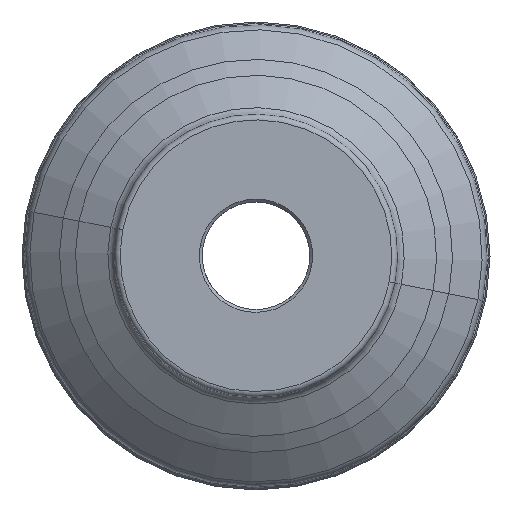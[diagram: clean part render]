
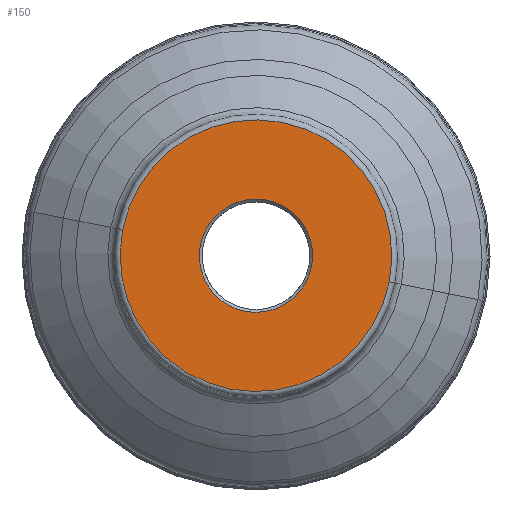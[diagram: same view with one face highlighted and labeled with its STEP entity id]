
A CAD part, top view. The second image highlights one B-rep face of the part: STEP entity #150.
In plain terms, the highlighted planar face has unit normal (0, 0, 1).
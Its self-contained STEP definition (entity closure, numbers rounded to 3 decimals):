
#61=PLANE('',#1399);
#71=FACE_BOUND('',#322,.T.);
#72=FACE_BOUND('',#323,.T.);
#150=ADVANCED_FACE('',(#71,#72),#61,.F.);
#322=EDGE_LOOP('',(#530,#531));
#323=EDGE_LOOP('',(#532,#533,#534,#535));
#530=ORIENTED_EDGE('',*,*,#862,.F.);
#531=ORIENTED_EDGE('',*,*,#861,.F.);
#532=ORIENTED_EDGE('',*,*,#863,.F.);
#533=ORIENTED_EDGE('',*,*,#864,.F.);
#534=ORIENTED_EDGE('',*,*,#865,.F.);
#535=ORIENTED_EDGE('',*,*,#866,.F.);
#730=VERTEX_POINT('',#2185);
#731=VERTEX_POINT('',#2187);
#732=VERTEX_POINT('',#2192);
#733=VERTEX_POINT('',#2193);
#734=VERTEX_POINT('',#2195);
#735=VERTEX_POINT('',#2197);
#861=EDGE_CURVE('',#731,#730,#1000,.T.);
#862=EDGE_CURVE('',#730,#731,#1001,.T.);
#863=EDGE_CURVE('',#732,#733,#1002,.T.);
#864=EDGE_CURVE('',#734,#732,#1003,.T.);
#865=EDGE_CURVE('',#735,#734,#1004,.T.);
#866=EDGE_CURVE('',#733,#735,#1005,.T.);
#1000=CIRCLE('',#1392,48.);
#1001=CIRCLE('',#1394,48.);
#1002=CIRCLE('',#1395,20.015);
#1003=CIRCLE('',#1396,20.015);
#1004=CIRCLE('',#1397,20.015);
#1005=CIRCLE('',#1398,20.015);
#1392=AXIS2_PLACEMENT_3D('',#2188,#1757,#1758);
#1394=AXIS2_PLACEMENT_3D('',#2190,#1761,#1762);
#1395=AXIS2_PLACEMENT_3D('',#2191,#1763,#1764);
#1396=AXIS2_PLACEMENT_3D('',#2194,#1765,#1766);
#1397=AXIS2_PLACEMENT_3D('',#2196,#1767,#1768);
#1398=AXIS2_PLACEMENT_3D('',#2198,#1769,#1770);
#1399=AXIS2_PLACEMENT_3D('',#2199,#1771,#1772);
#1757=DIRECTION('',(0.,0.,-1.));
#1758=DIRECTION('',(0.981,-0.192,0.));
#1761=DIRECTION('',(0.,0.,-1.));
#1762=DIRECTION('',(-0.981,0.192,0.));
#1763=DIRECTION('',(0.,0.,1.));
#1764=DIRECTION('',(-0.981,0.192,0.));
#1765=DIRECTION('',(0.,0.,1.));
#1766=DIRECTION('',(0.,1.,0.));
#1767=DIRECTION('',(0.,0.,1.));
#1768=DIRECTION('',(0.981,-0.192,0.));
#1769=DIRECTION('',(0.,0.,1.));
#1770=DIRECTION('',(0.,-1.,0.));
#1771=DIRECTION('',(0.,0.,-1.));
#1772=DIRECTION('',(0.981,-0.192,0.));
#2185=CARTESIAN_POINT('',(-47.104,9.234,0.));
#2187=CARTESIAN_POINT('',(47.104,-9.234,0.));
#2188=CARTESIAN_POINT('',(0.,0.,0.));
#2190=CARTESIAN_POINT('',(0.,0.,0.));
#2191=CARTESIAN_POINT('',(0.,0.,0.));
#2192=CARTESIAN_POINT('',(-19.641,3.85,0.));
#2193=CARTESIAN_POINT('',(0.,-20.015,0.));
#2194=CARTESIAN_POINT('',(0.,0.,0.));
#2195=CARTESIAN_POINT('',(0.,20.015,0.));
#2196=CARTESIAN_POINT('',(0.,0.,0.));
#2197=CARTESIAN_POINT('',(19.641,-3.85,0.));
#2198=CARTESIAN_POINT('',(0.,0.,0.));
#2199=CARTESIAN_POINT('',(0.,0.,0.));
